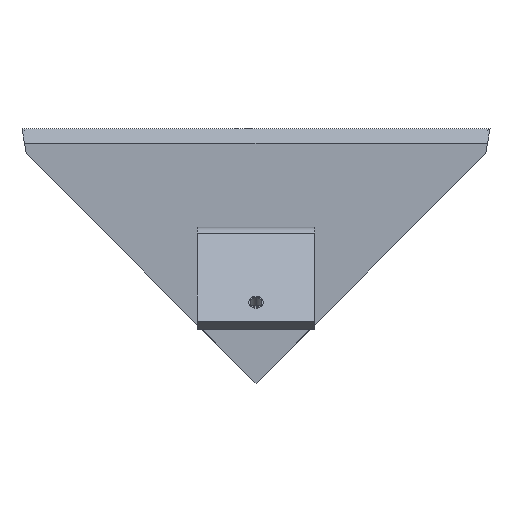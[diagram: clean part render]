
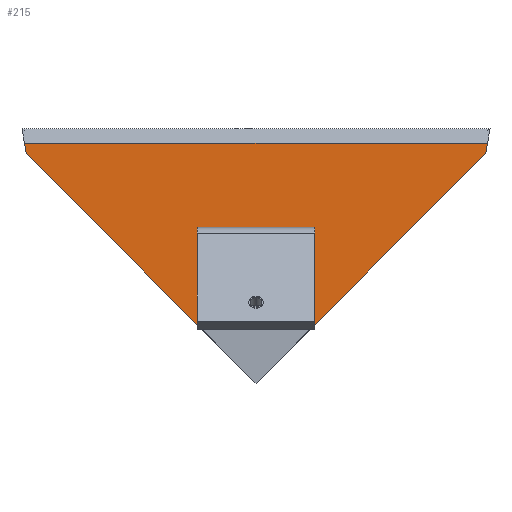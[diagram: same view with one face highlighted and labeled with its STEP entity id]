
A CAD part, front view. The second image highlights one B-rep face of the part: STEP entity #215.
In plain terms, the highlighted planar face has unit normal (0, -1, 0).
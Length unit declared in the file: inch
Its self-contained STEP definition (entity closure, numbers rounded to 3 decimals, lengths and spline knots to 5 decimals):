
#33 = ORIENTED_EDGE ( 'NONE', *, *, #1765, .T. ) ;
#38 = CARTESIAN_POINT ( 'NONE',  ( 0., -0.25, -4.35355 ) ) ;
#54 = ORIENTED_EDGE ( 'NONE', *, *, #1311, .F. ) ;
#129 = DIRECTION ( 'NONE',  ( -0.17, 0., 0.986 ) ) ;
#138 = CARTESIAN_POINT ( 'NONE',  ( 3.957, -0.25, -0.25 ) ) ;
#188 = ORIENTED_EDGE ( 'NONE', *, *, #1534, .F. ) ;
#192 = CARTESIAN_POINT ( 'NONE',  ( 3.92655, -0.25, -0.427 ) ) ;
#215 = ADVANCED_FACE ( 'NONE', ( #1777 ), #1613, .T. ) ;
#256 = DIRECTION ( 'NONE',  ( 0., -1., 0. ) ) ;
#329 = VECTOR ( 'NONE', #996, 39.37008 ) ;
#339 = CARTESIAN_POINT ( 'NONE',  ( -3.957, -0.25, -0.25 ) ) ;
#353 = ORIENTED_EDGE ( 'NONE', *, *, #851, .F. ) ;
#391 = LINE ( 'NONE', #534, #577 ) ;
#431 = VERTEX_POINT ( 'NONE', #138 ) ;
#534 = CARTESIAN_POINT ( 'NONE',  ( -4., -0.25, 0. ) ) ;
#547 = AXIS2_PLACEMENT_3D ( 'NONE', #1628, #256, #802 ) ;
#560 = CARTESIAN_POINT ( 'NONE',  ( -3.92655, -0.25, -0.427 ) ) ;
#577 = VECTOR ( 'NONE', #129, 39.37008 ) ;
#769 = CARTESIAN_POINT ( 'NONE',  ( 0., -0.25, -0.25 ) ) ;
#770 = VERTEX_POINT ( 'NONE', #560 ) ;
#802 = DIRECTION ( 'NONE',  ( 0., 0., -1. ) ) ;
#816 = LINE ( 'NONE', #1360, #1074 ) ;
#832 = LINE ( 'NONE', #38, #329 ) ;
#851 = EDGE_CURVE ( 'NONE', #770, #1391, #391, .T. ) ;
#880 = CARTESIAN_POINT ( 'NONE',  ( 0., -0.25, -4.35355 ) ) ;
#938 = DIRECTION ( 'NONE',  ( -0.17, 0., -0.986 ) ) ;
#983 = VERTEX_POINT ( 'NONE', #192 ) ;
#996 = DIRECTION ( 'NONE',  ( -0.707, 0., -0.707 ) ) ;
#1054 = LINE ( 'NONE', #769, #1723 ) ;
#1070 = VERTEX_POINT ( 'NONE', #880 ) ;
#1074 = VECTOR ( 'NONE', #938, 39.37008 ) ;
#1075 = DIRECTION ( 'NONE',  ( -0.707, 0., 0.707 ) ) ;
#1133 = ORIENTED_EDGE ( 'NONE', *, *, #1545, .F. ) ;
#1311 = EDGE_CURVE ( 'NONE', #983, #1070, #832, .T. ) ;
#1360 = CARTESIAN_POINT ( 'NONE',  ( 4., -0.25, 0. ) ) ;
#1391 = VERTEX_POINT ( 'NONE', #339 ) ;
#1491 = CARTESIAN_POINT ( 'NONE',  ( 0., -0.25, -4.35355 ) ) ;
#1527 = LINE ( 'NONE', #1491, #1720 ) ;
#1534 = EDGE_CURVE ( 'NONE', #431, #983, #816, .T. ) ;
#1545 = EDGE_CURVE ( 'NONE', #1070, #770, #1527, .T. ) ;
#1581 = DIRECTION ( 'NONE',  ( -1., 0., 0. ) ) ;
#1613 = PLANE ( 'NONE',  #547 ) ;
#1628 = CARTESIAN_POINT ( 'NONE',  ( 0., -0.25, 0. ) ) ;
#1720 = VECTOR ( 'NONE', #1075, 39.37008 ) ;
#1723 = VECTOR ( 'NONE', #1581, 39.37008 ) ;
#1765 = EDGE_CURVE ( 'NONE', #431, #1391, #1054, .T. ) ;
#1777 = FACE_OUTER_BOUND ( 'NONE', #1779, .T. ) ;
#1779 = EDGE_LOOP ( 'NONE', ( #188, #33, #353, #1133, #54 ) ) ;
